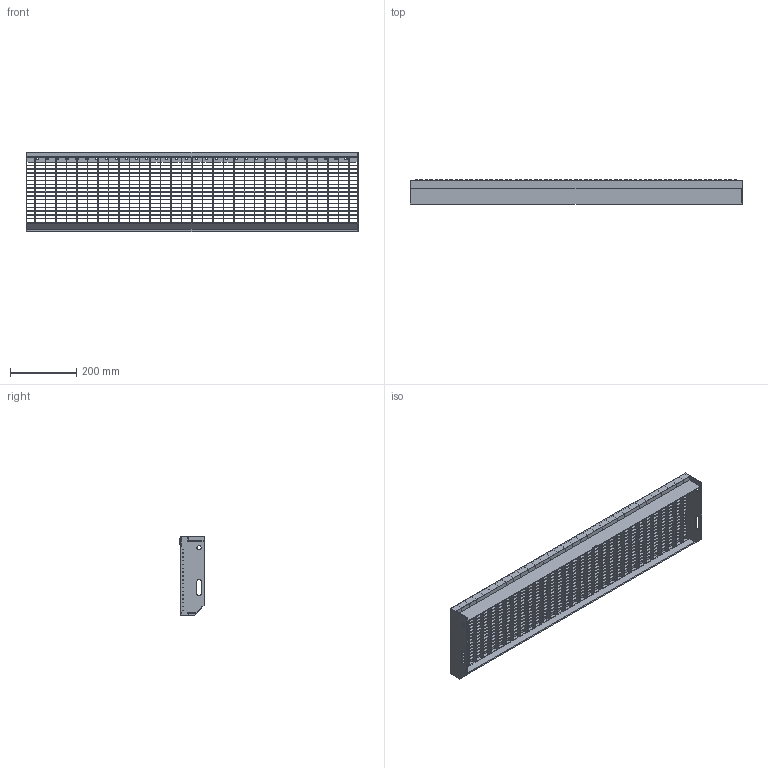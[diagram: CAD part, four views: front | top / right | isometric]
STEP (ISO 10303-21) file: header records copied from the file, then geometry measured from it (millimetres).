
FILE_DESCRIPTION (( 'STEP AP203' ), '1' );
FILE_NAME ('40.1002431.7.step', '2015-10-04T07:11:49', ( '' ), ( '' ), 'SwSTEP 2.0', 'SolidWorks 2015', '' );
FILE_SCHEMA (( 'CONFIG_CONTROL_DESIGN' ));
Length unit declared in the file: millimetre
Products named in the file (1): 40.1002431.7
Bounding box: 1000 x 72.67 x 240 mm (x, y, z)
Volume: 905526.3 mm3; surface area: 1101898.5 mm2
Topology: 40 solids, 40 shells, 985 faces, 2459 edges, 1622 vertices
Faces by surface type: plane 635, cylinder 140, cone 130, bspline 80
Entity records: 34256 total; most frequent: CARTESIAN_POINT 10363, ORIENTED_EDGE 4918, DIRECTION 4667, EDGE_CURVE 2459, VECTOR 1743, LINE 1743, VERTEX_POINT 1622, AXIS2_PLACEMENT_3D 1462
